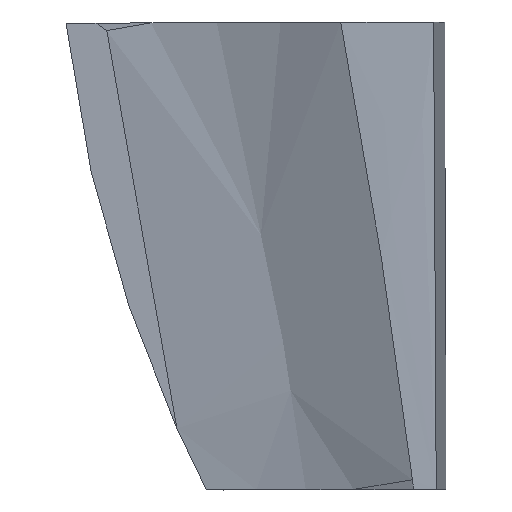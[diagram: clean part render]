
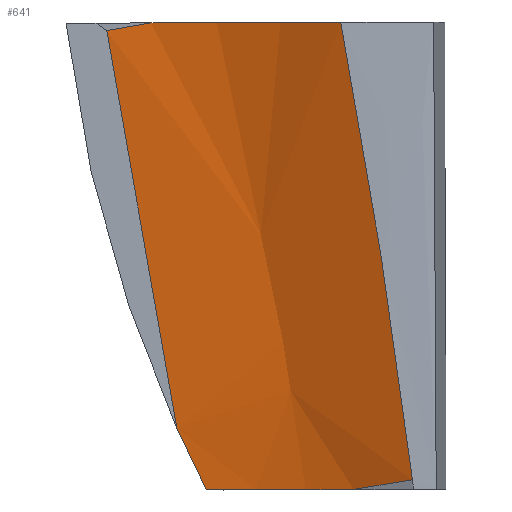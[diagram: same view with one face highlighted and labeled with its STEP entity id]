
A CAD part, top view. The second image highlights one B-rep face of the part: STEP entity #641.
In plain terms, the highlighted free-form (B-spline) face has degree [5, 1] with [9, 2] control points.
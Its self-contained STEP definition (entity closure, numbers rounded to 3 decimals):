
#259=CARTESIAN_POINT('Vertex',(2128.689,-191.616,1204.899)) ;
#263=CARTESIAN_POINT('Control Point',(2263.581,-191.216,1248.543)) ;
#264=CARTESIAN_POINT('Control Point',(2258.881,-191.23,1245.891)) ;
#265=CARTESIAN_POINT('Control Point',(2254.131,-191.244,1243.329)) ;
#266=CARTESIAN_POINT('Control Point',(2249.331,-191.259,1240.857)) ;
#267=CARTESIAN_POINT('Control Point',(2236.765,-191.296,1234.686)) ;
#268=CARTESIAN_POINT('Control Point',(2223.906,-191.334,1229.141)) ;
#269=CARTESIAN_POINT('Control Point',(2215.904,-191.358,1225.973)) ;
#270=CARTESIAN_POINT('Control Point',(2202.598,-191.397,1221.165)) ;
#271=CARTESIAN_POINT('Control Point',(2189.073,-191.437,1217.024)) ;
#272=CARTESIAN_POINT('Control Point',(2183.741,-191.453,1215.504)) ;
#273=CARTESIAN_POINT('Control Point',(2172.416,-191.486,1212.513)) ;
#274=CARTESIAN_POINT('Control Point',(2160.978,-191.52,1209.987)) ;
#275=CARTESIAN_POINT('Control Point',(2154.922,-191.538,1208.785)) ;
#276=CARTESIAN_POINT('Control Point',(2146.05,-191.564,1207.224)) ;
#277=CARTESIAN_POINT('Control Point',(2137.135,-191.591,1205.943)) ;
#278=CARTESIAN_POINT('Control Point',(2134.323,-191.599,1205.567)) ;
#279=CARTESIAN_POINT('Control Point',(2131.507,-191.607,1205.219)) ;
#280=CARTESIAN_POINT('Control Point',(2128.689,-191.616,1204.899)) ;
#281=CARTESIAN_POINT('Vertex',(2263.581,-191.216,1248.543)) ;
#343=CARTESIAN_POINT('Control Point',(2263.581,-191.216,1248.543)) ;
#344=CARTESIAN_POINT('Control Point',(2275.767,-255.947,1247.258)) ;
#345=CARTESIAN_POINT('Control Point',(2287.027,-320.841,1245.432)) ;
#346=CARTESIAN_POINT('Control Point',(2297.338,-385.88,1243.042)) ;
#347=CARTESIAN_POINT('Control Point',(2306.558,-451.056,1240.024)) ;
#348=CARTESIAN_POINT('Control Point',(2314.503,-516.354,1236.371)) ;
#349=CARTESIAN_POINT('Vertex',(2314.503,-516.354,1236.371)) ;
#411=CARTESIAN_POINT('Vertex',(2272.763,-523.191,1216.69)) ;
#415=CARTESIAN_POINT('Control Point',(2272.763,-523.191,1216.69)) ;
#416=CARTESIAN_POINT('Control Point',(2266.428,-523.209,1214.305)) ;
#417=CARTESIAN_POINT('Control Point',(2260.035,-523.228,1212.07)) ;
#418=CARTESIAN_POINT('Control Point',(2253.597,-523.247,1209.99)) ;
#419=CARTESIAN_POINT('Control Point',(2239.418,-523.289,1205.777)) ;
#420=CARTESIAN_POINT('Control Point',(2225.038,-523.332,1202.303)) ;
#421=CARTESIAN_POINT('Control Point',(2217.184,-523.355,1200.637)) ;
#422=CARTESIAN_POINT('Control Point',(2202.689,-523.398,1197.985)) ;
#423=CARTESIAN_POINT('Control Point',(2188.077,-523.441,1196.082)) ;
#424=CARTESIAN_POINT('Control Point',(2181.4,-523.461,1195.371)) ;
#425=CARTESIAN_POINT('Control Point',(2174.708,-523.481,1194.815)) ;
#426=CARTESIAN_POINT('Control Point',(2168.008,-523.501,1194.417)) ;
#427=CARTESIAN_POINT('Vertex',(2168.008,-523.501,1194.417)) ;
#560=CARTESIAN_POINT('Control Point',(2314.503,-516.354,1236.371)) ;
#561=CARTESIAN_POINT('Control Point',(2313.886,-516.454,1236.028)) ;
#562=CARTESIAN_POINT('Control Point',(2313.272,-516.553,1235.688)) ;
#563=CARTESIAN_POINT('Control Point',(2312.66,-516.652,1235.352)) ;
#564=CARTESIAN_POINT('Control Point',(2307.772,-517.443,1232.68)) ;
#565=CARTESIAN_POINT('Control Point',(2303.088,-518.204,1230.246)) ;
#566=CARTESIAN_POINT('Control Point',(2298.918,-518.884,1228.157)) ;
#567=CARTESIAN_POINT('Control Point',(2293.475,-519.774,1225.557)) ;
#568=CARTESIAN_POINT('Control Point',(2288.14,-520.651,1223.144)) ;
#569=CARTESIAN_POINT('Control Point',(2286.961,-520.845,1222.617)) ;
#570=CARTESIAN_POINT('Control Point',(2283.454,-521.422,1221.071)) ;
#571=CARTESIAN_POINT('Control Point',(2279.977,-521.996,1219.595)) ;
#572=CARTESIAN_POINT('Control Point',(2277.645,-522.382,1218.63)) ;
#573=CARTESIAN_POINT('Control Point',(2275.259,-522.777,1217.669)) ;
#574=CARTESIAN_POINT('Control Point',(2272.876,-523.172,1216.734)) ;
#575=CARTESIAN_POINT('Control Point',(2272.838,-523.178,1216.719)) ;
#576=CARTESIAN_POINT('Control Point',(2272.801,-523.185,1216.705)) ;
#577=CARTESIAN_POINT('Control Point',(2272.763,-523.191,1216.69)) ;
#594=CARTESIAN_POINT('Control Point',(2321.217,-515.272,1240.207)) ;
#595=CARTESIAN_POINT('Control Point',(2260.266,-169.598,1249.399)) ;
#596=CARTESIAN_POINT('Control Point',(2309.099,-517.22,1233.102)) ;
#597=CARTESIAN_POINT('Control Point',(2248.147,-171.546,1242.293)) ;
#598=CARTESIAN_POINT('Control Point',(2296.628,-519.247,1226.619)) ;
#599=CARTESIAN_POINT('Control Point',(2235.676,-173.573,1235.81)) ;
#600=CARTESIAN_POINT('Control Point',(2283.844,-521.346,1220.786)) ;
#601=CARTESIAN_POINT('Control Point',(2222.893,-175.672,1229.977)) ;
#602=CARTESIAN_POINT('Control Point',(2251.9,-526.642,1208.136)) ;
#603=CARTESIAN_POINT('Control Point',(2190.948,-180.968,1217.328)) ;
#604=CARTESIAN_POINT('Control Point',(2218.627,-532.282,1199.585)) ;
#605=CARTESIAN_POINT('Control Point',(2157.676,-186.608,1208.776)) ;
#606=CARTESIAN_POINT('Control Point',(2198.623,-535.714,1196.004)) ;
#607=CARTESIAN_POINT('Control Point',(2137.671,-190.04,1205.196)) ;
#608=CARTESIAN_POINT('Control Point',(2178.437,-539.218,1193.929)) ;
#609=CARTESIAN_POINT('Control Point',(2117.485,-193.544,1203.121)) ;
#610=CARTESIAN_POINT('Control Point',(2158.217,-542.768,1193.364)) ;
#611=CARTESIAN_POINT('Control Point',(2097.265,-197.094,1202.555)) ;
#613=CARTESIAN_POINT('Control Point',(2097.265,-197.094,1202.555)) ;
#614=CARTESIAN_POINT('Control Point',(2107.765,-195.25,1202.849)) ;
#615=CARTESIAN_POINT('Control Point',(2118.255,-193.422,1203.632)) ;
#616=CARTESIAN_POINT('Control Point',(2128.689,-191.616,1204.899)) ;
#617=CARTESIAN_POINT('Vertex',(2097.265,-197.094,1202.555)) ;
#621=CARTESIAN_POINT('Control Point',(2147.117,-479.819,1195.037)) ;
#622=CARTESIAN_POINT('Control Point',(2097.265,-197.094,1202.555)) ;
#623=CARTESIAN_POINT('Vertex',(2147.117,-479.819,1195.037)) ;
#627=CARTESIAN_POINT('Control Point',(2147.117,-479.819,1195.037)) ;
#628=CARTESIAN_POINT('Control Point',(2153.728,-494.544,1194.737)) ;
#629=CARTESIAN_POINT('Control Point',(2160.696,-509.11,1194.516)) ;
#630=CARTESIAN_POINT('Control Point',(2168.008,-523.501,1194.417)) ;
#633=ORIENTED_EDGE('',*,*,#283,.T.) ;
#634=ORIENTED_EDGE('',*,*,#619,.F.) ;
#635=ORIENTED_EDGE('',*,*,#625,.F.) ;
#636=ORIENTED_EDGE('',*,*,#631,.T.) ;
#637=ORIENTED_EDGE('',*,*,#429,.F.) ;
#638=ORIENTED_EDGE('',*,*,#578,.F.) ;
#639=ORIENTED_EDGE('',*,*,#351,.F.) ;
#641=ADVANCED_FACE('PartBody',(#640),#593,.F.) ;
#262=B_SPLINE_CURVE_WITH_KNOTS('',5,(#263,#264,#265,#266,#267,#268,#269,#270,#271,#272,#273,#274,#275,#276,#277,#278,#279,#280),.UNSPECIFIED.,.F.,.U.,(6,3,3,3,3,6),(0.834,39.047,99.95,139.188,182.876,202.961),.UNSPECIFIED.) ;
#342=B_SPLINE_CURVE_WITH_KNOTS('',5,(#343,#344,#345,#346,#347,#348),.UNSPECIFIED.,.F.,.U.,(6,6),(21.883,351.292),.UNSPECIFIED.) ;
#414=B_SPLINE_CURVE_WITH_KNOTS('',5,(#415,#416,#417,#418,#419,#420,#421,#422,#423,#424,#425,#426),.UNSPECIFIED.,.F.,.U.,(6,3,3,6),(0.,47.937,104.713,152.246),.UNSPECIFIED.) ;
#559=B_SPLINE_CURVE_WITH_KNOTS('',5,(#560,#561,#562,#563,#564,#565,#566,#567,#568,#569,#570,#571,#572,#573,#574,#575,#576,#577),.UNSPECIFIED.,.F.,.U.,(6,3,3,3,3,6),(80.962,87.052,129.837,141.65,165.38,165.759),.UNSPECIFIED.) ;
#612=B_SPLINE_CURVE_WITH_KNOTS('',3,(#613,#614,#615,#616),.UNSPECIFIED.,.F.,.U.,(4,4),(-110.399,-78.311),.UNSPECIFIED.) ;
#620=B_SPLINE_CURVE_WITH_KNOTS('',1,(#621,#622),.UNSPECIFIED.,.F.,.U.,(2,2),(-106.58,180.605),.UNSPECIFIED.) ;
#626=B_SPLINE_CURVE_WITH_KNOTS('',3,(#627,#628,#629,#630),.UNSPECIFIED.,.F.,.U.,(4,4),(0.,68.267),.UNSPECIFIED.) ;
#593=B_SPLINE_SURFACE_WITH_KNOTS('',5,1,((#594,#595),(#596,#597),(#598,#599),(#600,#601),(#602,#603),(#604,#605),(#606,#607),(#608,#609),(#610,#611)),.UNSPECIFIED.,.F.,.F.,.U.,(6,3,6),(2,2),(122.377,193.494,296.476),(-170.522,180.605),.UNSPECIFIED.) ;
#283=EDGE_CURVE('',#282,#260,#262,.T.) ;
#351=EDGE_CURVE('',#282,#350,#342,.T.) ;
#429=EDGE_CURVE('',#412,#428,#414,.T.) ;
#578=EDGE_CURVE('',#350,#412,#559,.T.) ;
#619=EDGE_CURVE('',#618,#260,#612,.T.) ;
#625=EDGE_CURVE('',#624,#618,#620,.T.) ;
#631=EDGE_CURVE('',#624,#428,#626,.T.) ;
#632=EDGE_LOOP('',(#633,#634,#635,#636,#637,#638,#639)) ;
#640=FACE_OUTER_BOUND('',#632,.T.) ;
#260=VERTEX_POINT('',#259) ;
#282=VERTEX_POINT('',#281) ;
#350=VERTEX_POINT('',#349) ;
#412=VERTEX_POINT('',#411) ;
#428=VERTEX_POINT('',#427) ;
#618=VERTEX_POINT('',#617) ;
#624=VERTEX_POINT('',#623) ;
